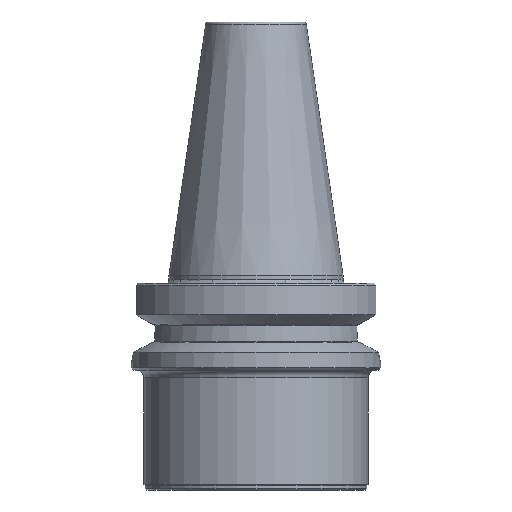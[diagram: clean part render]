
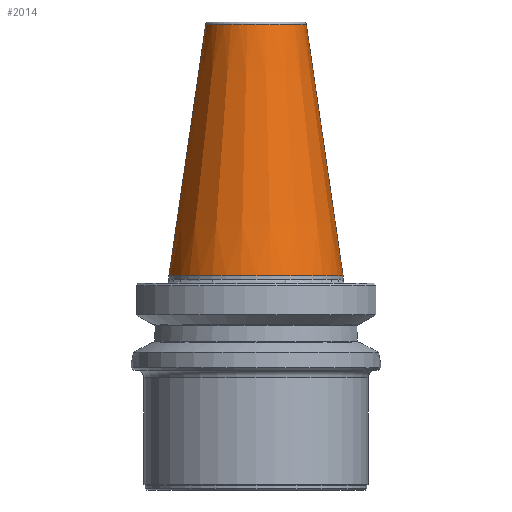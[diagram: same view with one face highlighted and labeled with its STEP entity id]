
A CAD part, front view. The second image highlights one B-rep face of the part: STEP entity #2014.
In plain terms, the highlighted conical face has half-angle 8.297 degrees and reference radius 34.925 mm.
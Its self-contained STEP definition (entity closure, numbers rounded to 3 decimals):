
#1036=VERTEX_POINT('NONE',#2716);
#1264=EDGE_CURVE('NONE',#1550,#1348,#2963,.T.);
#1348=VERTEX_POINT('NONE',#3056);
#1480=EDGE_CURVE('NONE',#1036,#1348,#3206,.T.);
#1550=VERTEX_POINT('NONE',#3285);
#1754=EDGE_CURVE('NONE',#1550,#1950,#3510,.T.);
#1950=VERTEX_POINT('NONE',#3738);
#2014=ADVANCED_FACE('NONE',(#3809),#3810,.T.);
#2034=EDGE_CURVE('NONE',#1950,#1036,#3832,.T.);
#2716=CARTESIAN_POINT('',(-34.925,0.,0.0));
#2963=LINE('',#5156,#5157);
#3056=CARTESIAN_POINT('',(34.925,0.,0.0));
#3206=CIRCLE('',#5520,34.925);
#3285=CARTESIAN_POINT('',(20.204,0.,100.944));
#3510=CIRCLE('',#6029,20.204);
#3738=CARTESIAN_POINT('',(-20.204,0.,100.944));
#3809=FACE_OUTER_BOUND('',#6495,.T.);
#3810=CONICAL_SURFACE('',#6496,34.925,0.145);
#3832=LINE('',#6538,#6539);
#5156=CARTESIAN_POINT('',(34.925,0.,0.0));
#5157=VECTOR('',#7798,1000.0);
#5520=AXIS2_PLACEMENT_3D('',#8107,#8108,#8109);
#6029=AXIS2_PLACEMENT_3D('',#8455,#8456,#8457);
#6495=EDGE_LOOP('',(#8883,#8884,#8885,#8886));
#6496=AXIS2_PLACEMENT_3D('',#8887,#8888,#8889);
#6538=CARTESIAN_POINT('',(-34.925,0.,0.0));
#6539=VECTOR('',#8915,1000.0);
#7798=DIRECTION('',(0.144,0.,-0.99));
#8107=CARTESIAN_POINT('',(0.0,0.0,0.0));
#8108=DIRECTION('',(0.0,0.0,1.0));
#8109=DIRECTION('',(-1.0,0.,0.0));
#8455=CARTESIAN_POINT('',(0.0,0.0,100.944));
#8456=DIRECTION('',(0.0,0.0,-1.0));
#8457=DIRECTION('',(-1.0,0.,0.0));
#8883=ORIENTED_EDGE('',*,*,#1754,.T.);
#8884=ORIENTED_EDGE('',*,*,#2034,.T.);
#8885=ORIENTED_EDGE('',*,*,#1480,.T.);
#8886=ORIENTED_EDGE('',*,*,#1264,.F.);
#8887=CARTESIAN_POINT('',(0.0,0.0,0.0));
#8888=DIRECTION('',(-0.0,0.0,-1.0));
#8889=DIRECTION('',(1.0,0.,-0.0));
#8915=DIRECTION('',(-0.144,0.,-0.99));
